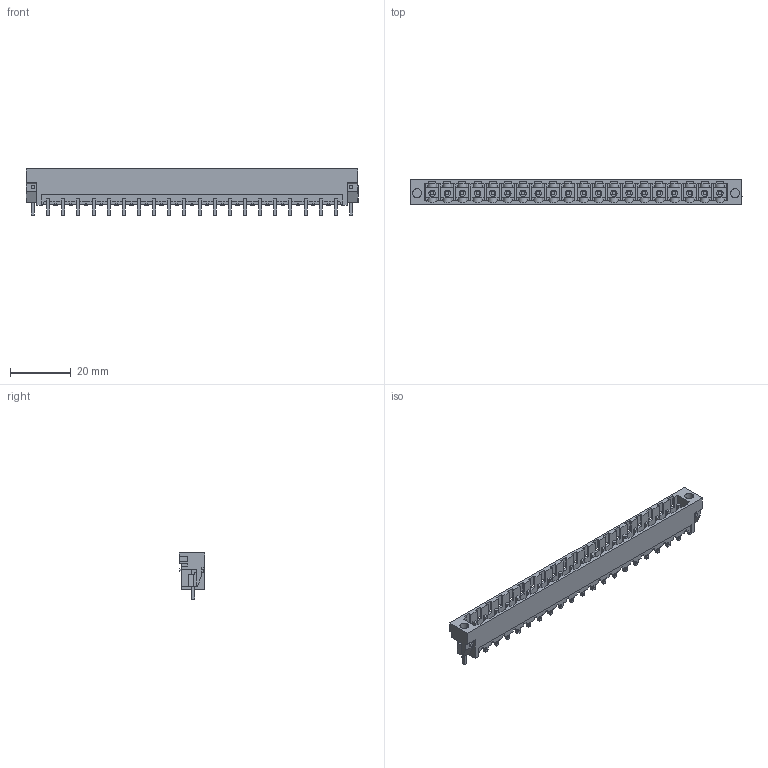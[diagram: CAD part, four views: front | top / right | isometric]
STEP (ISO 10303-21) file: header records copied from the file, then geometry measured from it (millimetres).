
FILE_DESCRIPTION(('CATIA V5 STEP Exchange','CAx-IF Rec.Pracs.--- Model Styling and Organization---1.2---2011-12-15'),'2;1');
FILE_NAME ('D1457174_0_1841570000_1841570000.stp','2018-04-12T04:50:14+00:00',('none'),('Weidmueller'),'CATIA Version 5-6 Release 2014','CATIA V5 STEP AP214','none');
FILE_SCHEMA(('AUTOMOTIVE_DESIGN { 1 0 10303 214 1 1 1 1 }'));
Length unit declared in the file: millimetre
Products named in the file (1): 1841570000
Bounding box: 109.6 x 8.43 x 15.2 mm (x, y, z)
Volume: 4078.3 mm3; surface area: 9519.3 mm2
Topology: 23 solids, 23 shells, 1338 faces, 4001 edges, 2671 vertices
Faces by surface type: plane 1120, cylinder 218
Entity records: 42134 total; most frequent: CARTESIAN_POINT 8605, ORIENTED_EDGE 8002, DIRECTION 5323, EDGE_CURVE 4001, VECTOR 3375, LINE 3375, VERTEX_POINT 2671, EDGE_LOOP 1384
